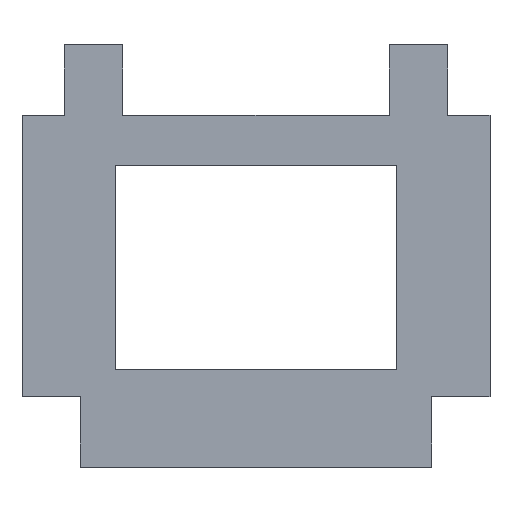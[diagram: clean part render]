
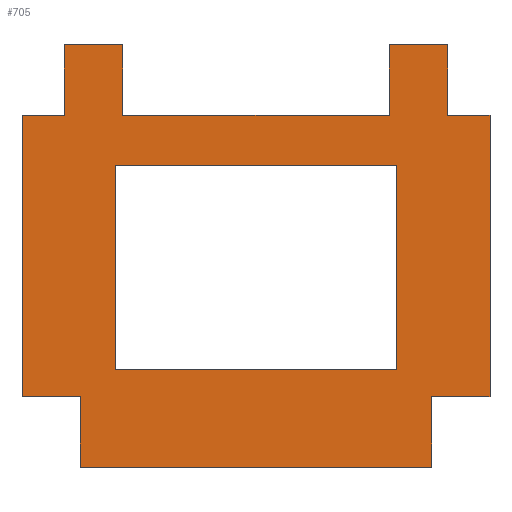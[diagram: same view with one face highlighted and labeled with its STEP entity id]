
A CAD part, front view. The second image highlights one B-rep face of the part: STEP entity #705.
In plain terms, the highlighted planar face has unit normal (0, -1, 0).
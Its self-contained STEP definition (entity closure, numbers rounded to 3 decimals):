
#8 = VECTOR ( 'NONE', #393, 1000. ) ;
#14 = VECTOR ( 'NONE', #576, 1000. ) ;
#17 = ORIENTED_EDGE ( 'NONE', *, *, #679, .F. ) ;
#35 = ORIENTED_EDGE ( 'NONE', *, *, #681, .F. ) ;
#52 = ORIENTED_EDGE ( 'NONE', *, *, #664, .F. ) ;
#57 = CARTESIAN_POINT ( 'NONE',  ( 16.35, -3., 19. ) ) ;
#74 = LINE ( 'NONE', #170, #652 ) ;
#80 = VECTOR ( 'NONE', #327, 1000. ) ;
#88 = FACE_BOUND ( 'NONE', #347, .T. ) ;
#115 = VECTOR ( 'NONE', #380, 1000. ) ;
#125 = LINE ( 'NONE', #284, #721 ) ;
#136 = DIRECTION ( 'NONE',  ( 1., 0., 0. ) ) ;
#138 = ORIENTED_EDGE ( 'NONE', *, *, #524, .F. ) ;
#141 = CARTESIAN_POINT ( 'NONE',  ( 0., -3., 19. ) ) ;
#145 = ORIENTED_EDGE ( 'NONE', *, *, #709, .F. ) ;
#148 = DIRECTION ( 'NONE',  ( 1., 0., 0. ) ) ;
#149 = DIRECTION ( 'NONE',  ( -1., 0., 0. ) ) ;
#154 = ORIENTED_EDGE ( 'NONE', *, *, #708, .F. ) ;
#162 = EDGE_LOOP ( 'NONE', ( #398, #410, #385, #263, #172, #607, #138, #565, #399, #145, #35, #154, #512, #616, #17, #52 ) ) ;
#164 = CARTESIAN_POINT ( 'NONE',  ( 12., -3., 8.7 ) ) ;
#166 = CARTESIAN_POINT ( 'NONE',  ( 11.35, -3., 13. ) ) ;
#170 = CARTESIAN_POINT ( 'NONE',  ( 0., -3., 13. ) ) ;
#172 = ORIENTED_EDGE ( 'NONE', *, *, #515, .F. ) ;
#174 = DIRECTION ( 'NONE',  ( 0., 1., 0. ) ) ;
#175 = LINE ( 'NONE', #281, #513 ) ;
#177 = DIRECTION ( 'NONE',  ( 0., 0., 1. ) ) ;
#178 = EDGE_CURVE ( 'NONE', #726, #673, #510, .T. ) ;
#184 = CARTESIAN_POINT ( 'NONE',  ( 0., -3., -11. ) ) ;
#186 = PLANE ( 'NONE',  #626 ) ;
#190 = CARTESIAN_POINT ( 'NONE',  ( 0., -3., 0. ) ) ;
#191 = DIRECTION ( 'NONE',  ( 1., 0., 0. ) ) ;
#203 = CARTESIAN_POINT ( 'NONE',  ( 0., -3., 13. ) ) ;
#215 = DIRECTION ( 'NONE',  ( 0., 0., -1. ) ) ;
#220 = CARTESIAN_POINT ( 'NONE',  ( -12., -3., 0. ) ) ;
#228 = LINE ( 'NONE', #203, #561 ) ;
#231 = LINE ( 'NONE', #141, #273 ) ;
#235 = LINE ( 'NONE', #337, #80 ) ;
#240 = VERTEX_POINT ( 'NONE', #264 ) ;
#241 = VECTOR ( 'NONE', #215, 1000. ) ;
#247 = CARTESIAN_POINT ( 'NONE',  ( -12., -3., -8.7 ) ) ;
#257 = DIRECTION ( 'NONE',  ( 1., 0., 0. ) ) ;
#260 = VECTOR ( 'NONE', #497, 1000. ) ;
#261 = CARTESIAN_POINT ( 'NONE',  ( 11.35, -3., 19. ) ) ;
#263 = ORIENTED_EDGE ( 'NONE', *, *, #687, .F. ) ;
#264 = CARTESIAN_POINT ( 'NONE',  ( 19.95, -3., -11. ) ) ;
#265 = DIRECTION ( 'NONE',  ( 0., 0., 1. ) ) ;
#266 = CARTESIAN_POINT ( 'NONE',  ( -16.35, -3., 0. ) ) ;
#272 = DIRECTION ( 'NONE',  ( 0., 0., 1. ) ) ;
#273 = VECTOR ( 'NONE', #136, 1000. ) ;
#275 = CARTESIAN_POINT ( 'NONE',  ( -19.95, -3., 0. ) ) ;
#277 = DIRECTION ( 'NONE',  ( 0., 0., -1. ) ) ;
#281 = CARTESIAN_POINT ( 'NONE',  ( 15., -3., 0. ) ) ;
#284 = CARTESIAN_POINT ( 'NONE',  ( 0., -3., 19. ) ) ;
#287 = LINE ( 'NONE', #545, #260 ) ;
#294 = CARTESIAN_POINT ( 'NONE',  ( 12., -3., -8.7 ) ) ;
#300 = CARTESIAN_POINT ( 'NONE',  ( 16.35, -3., 13. ) ) ;
#307 = CARTESIAN_POINT ( 'NONE',  ( 16.35, -3., 0. ) ) ;
#312 = LINE ( 'NONE', #275, #600 ) ;
#314 = DIRECTION ( 'NONE',  ( 0., 0., 1. ) ) ;
#317 = CARTESIAN_POINT ( 'NONE',  ( 12., -3., 0. ) ) ;
#322 = CARTESIAN_POINT ( 'NONE',  ( 19.95, -3., 13. ) ) ;
#327 = DIRECTION ( 'NONE',  ( -1., 0., 0. ) ) ;
#333 = CARTESIAN_POINT ( 'NONE',  ( -16.35, -3., 13. ) ) ;
#336 = CARTESIAN_POINT ( 'NONE',  ( -16.35, -3., 19. ) ) ;
#337 = CARTESIAN_POINT ( 'NONE',  ( 0., -3., -11. ) ) ;
#347 = EDGE_LOOP ( 'NONE', ( #363, #384, #560, #411 ) ) ;
#352 = CARTESIAN_POINT ( 'NONE',  ( 15., -3., -17. ) ) ;
#358 = DIRECTION ( 'NONE',  ( 0., 0., -1. ) ) ;
#363 = ORIENTED_EDGE ( 'NONE', *, *, #522, .F. ) ;
#365 = CARTESIAN_POINT ( 'NONE',  ( -11.35, -3., 19. ) ) ;
#368 = CARTESIAN_POINT ( 'NONE',  ( 19.95, -3., 0. ) ) ;
#380 = DIRECTION ( 'NONE',  ( -1., 0., 0. ) ) ;
#381 = CARTESIAN_POINT ( 'NONE',  ( -11.35, -3., 13. ) ) ;
#384 = ORIENTED_EDGE ( 'NONE', *, *, #700, .F. ) ;
#385 = ORIENTED_EDGE ( 'NONE', *, *, #178, .F. ) ;
#393 = DIRECTION ( 'NONE',  ( 0., 0., -1. ) ) ;
#394 = CARTESIAN_POINT ( 'NONE',  ( 0., -3., 8.7 ) ) ;
#398 = ORIENTED_EDGE ( 'NONE', *, *, #619, .F. ) ;
#399 = ORIENTED_EDGE ( 'NONE', *, *, #683, .F. ) ;
#404 = VECTOR ( 'NONE', #314, 1000. ) ;
#408 = DIRECTION ( 'NONE',  ( -1., 0., 0. ) ) ;
#409 = CARTESIAN_POINT ( 'NONE',  ( 0., -3., -17. ) ) ;
#410 = ORIENTED_EDGE ( 'NONE', *, *, #488, .F. ) ;
#411 = ORIENTED_EDGE ( 'NONE', *, *, #667, .F. ) ;
#414 = FACE_OUTER_BOUND ( 'NONE', #162, .T. ) ;
#437 = CARTESIAN_POINT ( 'NONE',  ( -12., -3., 8.7 ) ) ;
#443 = VECTOR ( 'NONE', #358, 1000. ) ;
#453 = CARTESIAN_POINT ( 'NONE',  ( -19.95, -3., 13. ) ) ;
#458 = LINE ( 'NONE', #184, #539 ) ;
#464 = VECTOR ( 'NONE', #487, 1000. ) ;
#466 = CARTESIAN_POINT ( 'NONE',  ( -15., -3., -11. ) ) ;
#470 = CARTESIAN_POINT ( 'NONE',  ( -19.95, -3., -11. ) ) ;
#475 = LINE ( 'NONE', #394, #115 ) ;
#480 = DIRECTION ( 'NONE',  ( 0., 0., -1. ) ) ;
#481 = CARTESIAN_POINT ( 'NONE',  ( -15., -3., -17. ) ) ;
#483 = CARTESIAN_POINT ( 'NONE',  ( 15., -3., -11. ) ) ;
#485 = CARTESIAN_POINT ( 'NONE',  ( -11.35, -3., 0. ) ) ;
#487 = DIRECTION ( 'NONE',  ( 1., 0., 0. ) ) ;
#488 = EDGE_CURVE ( 'NONE', #673, #659, #628, .T. ) ;
#492 = EDGE_CURVE ( 'NONE', #526, #536, #516, .T. ) ;
#493 = CARTESIAN_POINT ( 'NONE',  ( 0., -3., -8.7 ) ) ;
#494 = VECTOR ( 'NONE', #480, 1000. ) ;
#496 = LINE ( 'NONE', #409, #606 ) ;
#497 = DIRECTION ( 'NONE',  ( 0., 0., 1. ) ) ;
#503 = LINE ( 'NONE', #266, #732 ) ;
#510 = LINE ( 'NONE', #307, #8 ) ;
#512 = ORIENTED_EDGE ( 'NONE', *, *, #492, .F. ) ;
#513 = VECTOR ( 'NONE', #277, 1000. ) ;
#515 = EDGE_CURVE ( 'NONE', #716, #686, #287, .T. ) ;
#516 = LINE ( 'NONE', #588, #14 ) ;
#522 = EDGE_CURVE ( 'NONE', #694, #649, #572, .T. ) ;
#524 = EDGE_CURVE ( 'NONE', #614, #610, #734, .T. ) ;
#526 = VERTEX_POINT ( 'NONE', #481 ) ;
#530 = VERTEX_POINT ( 'NONE', #483 ) ;
#532 = VERTEX_POINT ( 'NONE', #470 ) ;
#536 = VERTEX_POINT ( 'NONE', #466 ) ;
#537 = VERTEX_POINT ( 'NONE', #453 ) ;
#539 = VECTOR ( 'NONE', #149, 1000. ) ;
#545 = CARTESIAN_POINT ( 'NONE',  ( 11.35, -3., 0. ) ) ;
#552 = VERTEX_POINT ( 'NONE', #437 ) ;
#555 = EDGE_CURVE ( 'NONE', #632, #526, #496, .T. ) ;
#560 = ORIENTED_EDGE ( 'NONE', *, *, #585, .F. ) ;
#561 = VECTOR ( 'NONE', #191, 1000. ) ;
#565 = ORIENTED_EDGE ( 'NONE', *, *, #714, .F. ) ;
#566 = LINE ( 'NONE', #317, #404 ) ;
#571 = LINE ( 'NONE', #220, #241 ) ;
#572 = LINE ( 'NONE', #493, #464 ) ;
#575 = LINE ( 'NONE', #368, #443 ) ;
#576 = DIRECTION ( 'NONE',  ( 0., 0., 1. ) ) ;
#585 = EDGE_CURVE ( 'NONE', #707, #552, #475, .T. ) ;
#588 = CARTESIAN_POINT ( 'NONE',  ( -15., -3., 0. ) ) ;
#598 = VERTEX_POINT ( 'NONE', #336 ) ;
#600 = VECTOR ( 'NONE', #272, 1000. ) ;
#606 = VECTOR ( 'NONE', #408, 1000. ) ;
#607 = ORIENTED_EDGE ( 'NONE', *, *, #702, .F. ) ;
#610 = VERTEX_POINT ( 'NONE', #381 ) ;
#612 = VECTOR ( 'NONE', #627, 1000. ) ;
#614 = VERTEX_POINT ( 'NONE', #365 ) ;
#616 = ORIENTED_EDGE ( 'NONE', *, *, #555, .F. ) ;
#619 = EDGE_CURVE ( 'NONE', #659, #240, #575, .T. ) ;
#626 = AXIS2_PLACEMENT_3D ( 'NONE', #190, #174, #177 ) ;
#627 = DIRECTION ( 'NONE',  ( 1., 0., 0. ) ) ;
#628 = LINE ( 'NONE', #629, #612 ) ;
#629 = CARTESIAN_POINT ( 'NONE',  ( 0., -3., 13. ) ) ;
#632 = VERTEX_POINT ( 'NONE', #352 ) ;
#641 = VERTEX_POINT ( 'NONE', #333 ) ;
#649 = VERTEX_POINT ( 'NONE', #294 ) ;
#652 = VECTOR ( 'NONE', #148, 1000. ) ;
#659 = VERTEX_POINT ( 'NONE', #322 ) ;
#664 = EDGE_CURVE ( 'NONE', #240, #530, #235, .T. ) ;
#667 = EDGE_CURVE ( 'NONE', #649, #707, #566, .T. ) ;
#673 = VERTEX_POINT ( 'NONE', #300 ) ;
#679 = EDGE_CURVE ( 'NONE', #530, #632, #175, .T. ) ;
#681 = EDGE_CURVE ( 'NONE', #532, #537, #312, .T. ) ;
#683 = EDGE_CURVE ( 'NONE', #641, #598, #503, .T. ) ;
#686 = VERTEX_POINT ( 'NONE', #261 ) ;
#687 = EDGE_CURVE ( 'NONE', #686, #726, #125, .T. ) ;
#694 = VERTEX_POINT ( 'NONE', #247 ) ;
#700 = EDGE_CURVE ( 'NONE', #552, #694, #571, .T. ) ;
#702 = EDGE_CURVE ( 'NONE', #610, #716, #228, .T. ) ;
#705 = ADVANCED_FACE ( 'NONE', ( #88, #414 ), #186, .F. ) ;
#707 = VERTEX_POINT ( 'NONE', #164 ) ;
#708 = EDGE_CURVE ( 'NONE', #536, #532, #458, .T. ) ;
#709 = EDGE_CURVE ( 'NONE', #537, #641, #74, .T. ) ;
#714 = EDGE_CURVE ( 'NONE', #598, #614, #231, .T. ) ;
#716 = VERTEX_POINT ( 'NONE', #166 ) ;
#721 = VECTOR ( 'NONE', #257, 1000. ) ;
#726 = VERTEX_POINT ( 'NONE', #57 ) ;
#732 = VECTOR ( 'NONE', #265, 1000. ) ;
#734 = LINE ( 'NONE', #485, #494 ) ;
